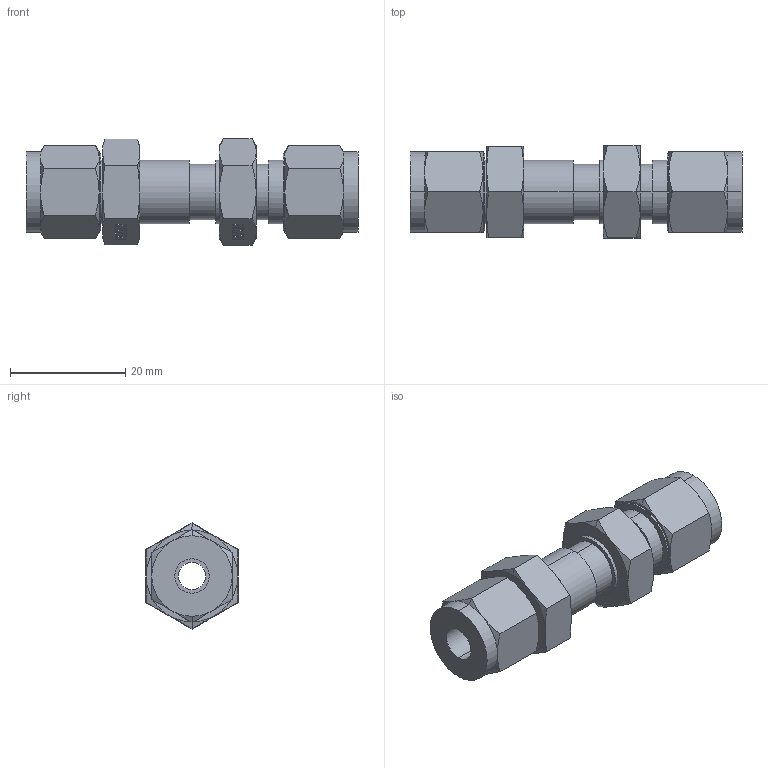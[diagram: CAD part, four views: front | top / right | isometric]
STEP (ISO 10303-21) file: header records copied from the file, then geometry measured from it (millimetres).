
FILE_DESCRIPTION (( 'STEP AP203' ), '1' );
FILE_NAME ('RizurLok-P-6(O)-6(O).STEP', '2022-03-02T10:44:49', ( '' ), ( '' ), 'SwSTEP 2.0', 'SolidWorks 2020', '' );
FILE_SCHEMA (( 'CONFIG_CONTROL_DESIGN' ));
Length unit declared in the file: millimetre
Products named in the file (2): RizurLok-P-6(O)-6(O)
Assembly tree (1 placements, depth 2):
  RizurLok-P-6(O)-6(O)
    RizurLok-P-6(O)-6(O)
Bounding box: 57.7 x 16 x 18.48 mm (x, y, z)
Volume: 7422 mm3; surface area: 4573.5 mm2
Topology: 1 solids, 1 shells, 329 faces, 832 edges, 532 vertices
Faces by surface type: plane 141, bspline 98, cone 64, cylinder 26
Entity records: 13982 total; most frequent: CARTESIAN_POINT 6663, ORIENTED_EDGE 1664, DIRECTION 1122, EDGE_CURVE 832, VERTEX_POINT 532, VECTOR 428, LINE 428, EDGE_LOOP 358
